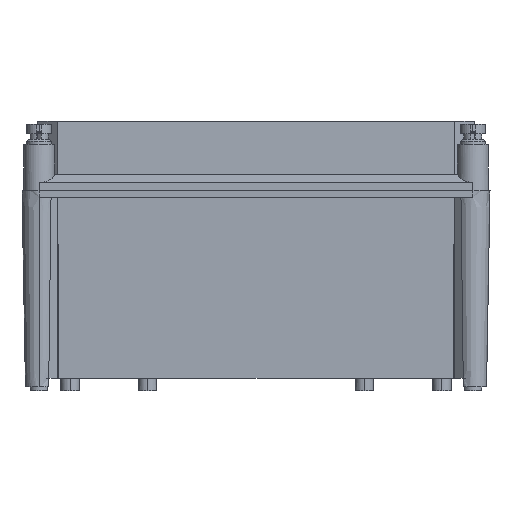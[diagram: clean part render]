
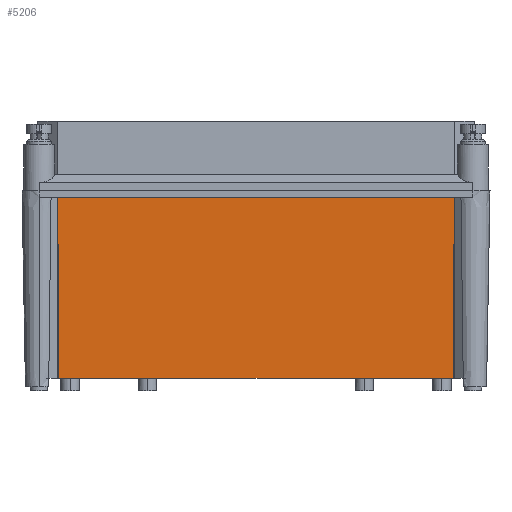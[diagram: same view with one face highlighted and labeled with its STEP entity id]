
A CAD part, left-side view. The second image highlights one B-rep face of the part: STEP entity #5206.
In plain terms, the highlighted planar face has unit normal (-1, 0, -0.018).
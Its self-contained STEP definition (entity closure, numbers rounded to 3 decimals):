
#5186=AXIS2_PLACEMENT_3D('Plane Axis2P3D',#5183,#5184,#5185) ;
#2838=CARTESIAN_POINT('Line Origine',(7.57,151.,125.)) ;
#2842=CARTESIAN_POINT('Vertex',(7.57,278.975,125.)) ;
#2844=CARTESIAN_POINT('Vertex',(7.57,23.025,125.)) ;
#2913=CARTESIAN_POINT('Line Origine',(7.576,23.022,124.633)) ;
#2917=CARTESIAN_POINT('Vertex',(7.583,23.02,124.266)) ;
#3939=CARTESIAN_POINT('Vertex',(9.612,23.86,8.)) ;
#3942=CARTESIAN_POINT('Line Origine',(9.612,151.,8.)) ;
#3946=CARTESIAN_POINT('Vertex',(9.612,278.14,8.)) ;
#5104=CARTESIAN_POINT('Vertex',(7.583,278.98,124.266)) ;
#5107=CARTESIAN_POINT('Line Origine',(7.576,278.978,124.633)) ;
#5183=CARTESIAN_POINT('Axis2P3D Location',(7.5,299.099,129.)) ;
#5188=CARTESIAN_POINT('Line Origine',(8.597,23.44,66.133)) ;
#5193=CARTESIAN_POINT('Line Origine',(8.597,278.56,66.133)) ;
#2839=DIRECTION('Vector Direction',(0.,-1.,0.)) ;
#2914=DIRECTION('Vector Direction',(0.017,-0.007,-1.)) ;
#3943=DIRECTION('Vector Direction',(0.,-1.,0.)) ;
#5108=DIRECTION('Vector Direction',(0.017,0.007,-1.)) ;
#5184=DIRECTION('Axis2P3D Direction',(-1.,-0.,-0.017)) ;
#5185=DIRECTION('Axis2P3D XDirection',(0.,-1.,0.)) ;
#5189=DIRECTION('Vector Direction',(-0.017,-0.007,1.)) ;
#5194=DIRECTION('Vector Direction',(-0.017,0.007,1.)) ;
#2840=VECTOR('Line Direction',#2839,1.) ;
#2915=VECTOR('Line Direction',#2914,1.) ;
#3944=VECTOR('Line Direction',#3943,1.) ;
#5109=VECTOR('Line Direction',#5108,1.) ;
#5190=VECTOR('Line Direction',#5189,1.) ;
#5195=VECTOR('Line Direction',#5194,1.) ;
#5199=ORIENTED_EDGE('',*,*,#3948,.T.) ;
#5200=ORIENTED_EDGE('',*,*,#5192,.T.) ;
#5201=ORIENTED_EDGE('',*,*,#2919,.F.) ;
#5202=ORIENTED_EDGE('',*,*,#2846,.F.) ;
#5203=ORIENTED_EDGE('',*,*,#5111,.T.) ;
#5204=ORIENTED_EDGE('',*,*,#5197,.F.) ;
#5206=ADVANCED_FACE('Unterteil',(#5205),#5187,.T.) ;
#2846=EDGE_CURVE('',#2843,#2845,#2841,.T.) ;
#2919=EDGE_CURVE('',#2845,#2918,#2916,.T.) ;
#3948=EDGE_CURVE('',#3947,#3940,#3945,.T.) ;
#5111=EDGE_CURVE('',#2843,#5105,#5110,.T.) ;
#5192=EDGE_CURVE('',#3940,#2918,#5191,.T.) ;
#5197=EDGE_CURVE('',#3947,#5105,#5196,.T.) ;
#5198=EDGE_LOOP('',(#5199,#5200,#5201,#5202,#5203,#5204)) ;
#5205=FACE_OUTER_BOUND('',#5198,.T.) ;
#2841=LINE('Line',#2838,#2840) ;
#2916=LINE('Line',#2913,#2915) ;
#3945=LINE('Line',#3942,#3944) ;
#5110=LINE('Line',#5107,#5109) ;
#5191=LINE('Line',#5188,#5190) ;
#5196=LINE('Line',#5193,#5195) ;
#5187=PLANE('',#5186) ;
#2843=VERTEX_POINT('',#2842) ;
#2845=VERTEX_POINT('',#2844) ;
#2918=VERTEX_POINT('',#2917) ;
#3940=VERTEX_POINT('',#3939) ;
#3947=VERTEX_POINT('',#3946) ;
#5105=VERTEX_POINT('',#5104) ;
